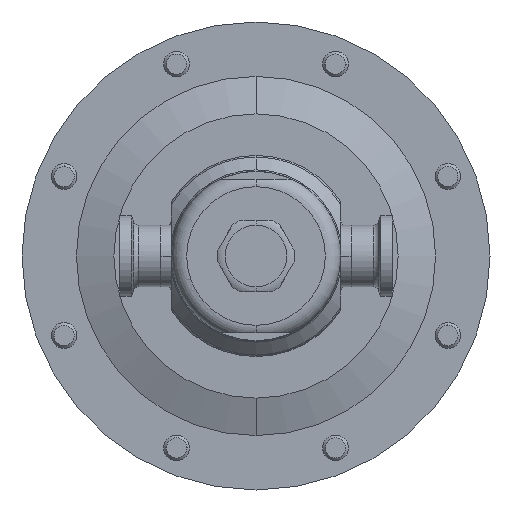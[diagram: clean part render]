
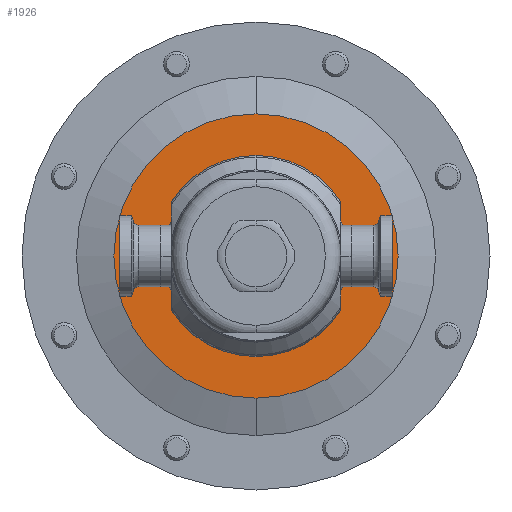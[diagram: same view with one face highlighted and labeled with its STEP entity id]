
A CAD part, front view. The second image highlights one B-rep face of the part: STEP entity #1926.
In plain terms, the highlighted planar face has unit normal (0, -1, 0).
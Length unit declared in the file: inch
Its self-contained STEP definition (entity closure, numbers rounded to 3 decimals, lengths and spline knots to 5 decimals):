
#175 = CARTESIAN_POINT ( 'NONE',  ( 0., -0.286, 0. ) ) ;
#795 = CARTESIAN_POINT ( 'NONE',  ( 0., -0.286, -1.73079 ) ) ;
#1134 = FACE_OUTER_BOUND ( 'NONE', #11430, .T. ) ;
#1172 = DIRECTION ( 'NONE',  ( 0., -1., 0. ) ) ;
#1251 = PLANE ( 'NONE',  #4485 ) ;
#1254 = EDGE_CURVE ( 'NONE', #5125, #5348, #5606, .T. ) ;
#1291 = ORIENTED_EDGE ( 'NONE', *, *, #7917, .T. ) ;
#1926 = ADVANCED_FACE ( 'NONE', ( #7258, #1134 ), #1251, .F. ) ;
#1985 = DIRECTION ( 'NONE',  ( 0., -1., 0. ) ) ;
#2188 = AXIS2_PLACEMENT_3D ( 'NONE', #6476, #1172, #10076 ) ;
#2194 = VERTEX_POINT ( 'NONE', #7015 ) ;
#2886 = DIRECTION ( 'NONE',  ( 0., 0., 1. ) ) ;
#2984 = ORIENTED_EDGE ( 'NONE', *, *, #6383, .T. ) ;
#3263 = CARTESIAN_POINT ( 'NONE',  ( 0., -0.286, 0. ) ) ;
#3454 = ORIENTED_EDGE ( 'NONE', *, *, #1254, .F. ) ;
#3521 = DIRECTION ( 'NONE',  ( 0., -1., 0. ) ) ;
#3827 = ORIENTED_EDGE ( 'NONE', *, *, #10832, .F. ) ;
#4230 = DIRECTION ( 'NONE',  ( 0., 0., 1. ) ) ;
#4331 = CARTESIAN_POINT ( 'NONE',  ( 0., -0.286, -1.12 ) ) ;
#4485 = AXIS2_PLACEMENT_3D ( 'NONE', #8407, #7551, #10233 ) ;
#5125 = VERTEX_POINT ( 'NONE', #4331 ) ;
#5154 = AXIS2_PLACEMENT_3D ( 'NONE', #6202, #3521, #7916 ) ;
#5348 = VERTEX_POINT ( 'NONE', #10459 ) ;
#5606 = CIRCLE ( 'NONE', #2188, 1.12 ) ;
#5660 = CIRCLE ( 'NONE', #5154, 1.73079 ) ;
#6144 = CIRCLE ( 'NONE', #8362, 1.12 ) ;
#6202 = CARTESIAN_POINT ( 'NONE',  ( 0., -0.286, 0. ) ) ;
#6383 = EDGE_CURVE ( 'NONE', #2194, #6954, #5660, .T. ) ;
#6476 = CARTESIAN_POINT ( 'NONE',  ( 0., -0.286, 0. ) ) ;
#6614 = AXIS2_PLACEMENT_3D ( 'NONE', #175, #1985, #2886 ) ;
#6954 = VERTEX_POINT ( 'NONE', #795 ) ;
#7015 = CARTESIAN_POINT ( 'NONE',  ( 0., -0.286, 1.73079 ) ) ;
#7258 = FACE_BOUND ( 'NONE', #8255, .T. ) ;
#7551 = DIRECTION ( 'NONE',  ( 0., 1., 0. ) ) ;
#7916 = DIRECTION ( 'NONE',  ( 0., 0., 1. ) ) ;
#7917 = EDGE_CURVE ( 'NONE', #6954, #2194, #11065, .T. ) ;
#8255 = EDGE_LOOP ( 'NONE', ( #3454, #3827 ) ) ;
#8362 = AXIS2_PLACEMENT_3D ( 'NONE', #3263, #9469, #4230 ) ;
#8407 = CARTESIAN_POINT ( 'NONE',  ( 0., -0.286, 0. ) ) ;
#9469 = DIRECTION ( 'NONE',  ( 0., -1., 0. ) ) ;
#10076 = DIRECTION ( 'NONE',  ( 0., 0., 1. ) ) ;
#10233 = DIRECTION ( 'NONE',  ( 0., 0., 1. ) ) ;
#10459 = CARTESIAN_POINT ( 'NONE',  ( 0., -0.286, 1.12 ) ) ;
#10832 = EDGE_CURVE ( 'NONE', #5348, #5125, #6144, .T. ) ;
#11065 = CIRCLE ( 'NONE', #6614, 1.73079 ) ;
#11430 = EDGE_LOOP ( 'NONE', ( #2984, #1291 ) ) ;
